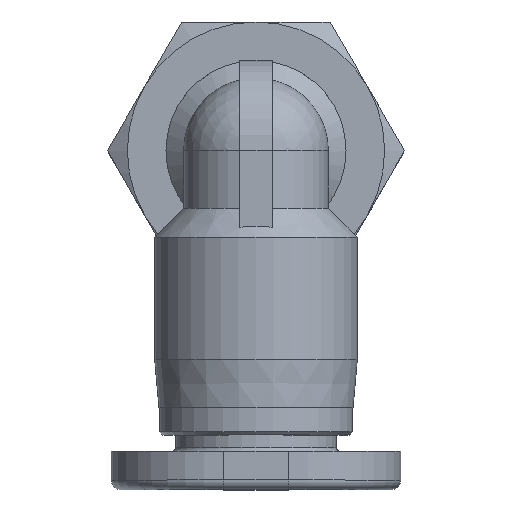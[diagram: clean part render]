
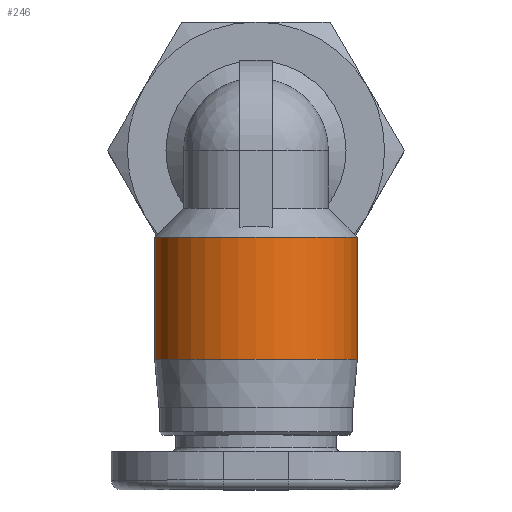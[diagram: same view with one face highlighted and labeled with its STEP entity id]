
A CAD part, top view. The second image highlights one B-rep face of the part: STEP entity #246.
In plain terms, the highlighted cylindrical face has radius 3.15 mm (diameter 6.3 mm), a partial arc.
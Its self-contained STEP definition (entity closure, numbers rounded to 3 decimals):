
#205=CARTESIAN_POINT('',(0.,-4.725,5.65));
#206=DIRECTION('',(0.0,1.0,0.));
#207=DIRECTION('',(1.0,0.0,0.0));
#208=AXIS2_PLACEMENT_3D('',#205,#206,#207);
#209=CYLINDRICAL_SURFACE('',#208,3.15);
#210=CARTESIAN_POINT('',(3.15,0.575,5.65));
#211=VERTEX_POINT('',#210);
#212=CARTESIAN_POINT('',(3.15,-3.225,5.65));
#213=VERTEX_POINT('',#212);
#214=CARTESIAN_POINT('',(3.15,0.575,5.65));
#215=DIRECTION('',(0.0,-1.0,0.0));
#216=VECTOR('',#215,3.8);
#217=LINE('',#214,#216);
#218=EDGE_CURVE('',#211,#213,#217,.T.);
#219=ORIENTED_EDGE('',*,*,#218,.F.);
#220=CARTESIAN_POINT('',(-3.15,0.575,5.65));
#221=VERTEX_POINT('',#220);
#222=CARTESIAN_POINT('',(0.,0.575,5.65));
#223=DIRECTION('',(0.0,-1.0,0.0));
#224=DIRECTION('',(1.0,0.0,0.0));
#225=AXIS2_PLACEMENT_3D('',#222,#223,#224);
#226=CIRCLE('',#225,3.15);
#227=EDGE_CURVE('',#211,#221,#226,.T.);
#228=ORIENTED_EDGE('',*,*,#227,.T.);
#229=CARTESIAN_POINT('',(-3.15,-3.225,5.65));
#230=VERTEX_POINT('',#229);
#231=CARTESIAN_POINT('',(-3.15,0.575,5.65));
#232=DIRECTION('',(0.0,-1.0,0.0));
#233=VECTOR('',#232,3.8);
#234=LINE('',#231,#233);
#235=EDGE_CURVE('',#221,#230,#234,.T.);
#236=ORIENTED_EDGE('',*,*,#235,.T.);
#237=CARTESIAN_POINT('',(0.,-3.225,5.65));
#238=DIRECTION('',(0.0,-1.0,0.0));
#239=DIRECTION('',(-1.0,0.0,0.0));
#240=AXIS2_PLACEMENT_3D('',#237,#238,#239);
#241=CIRCLE('',#240,3.15);
#242=EDGE_CURVE('',#213,#230,#241,.T.);
#243=ORIENTED_EDGE('',*,*,#242,.F.);
#244=EDGE_LOOP('',(#219,#228,#236,#243));
#245=FACE_OUTER_BOUND('',#244,.T.);
#246=ADVANCED_FACE('',(#245),#209,.T.);
